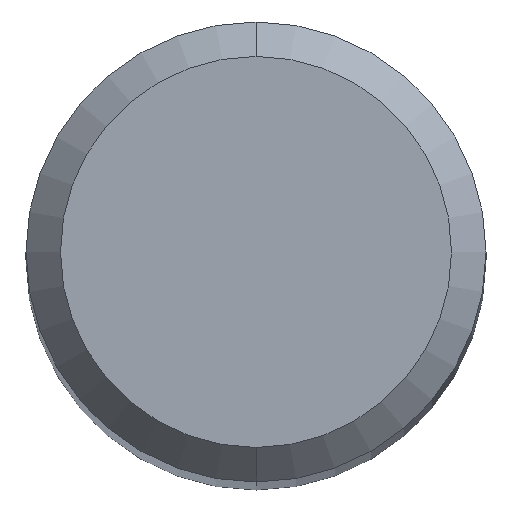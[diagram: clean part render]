
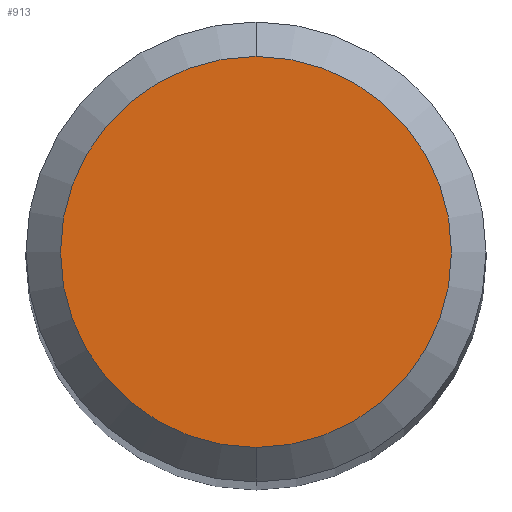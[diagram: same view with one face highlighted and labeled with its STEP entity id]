
A CAD part, top view. The second image highlights one B-rep face of the part: STEP entity #913.
In plain terms, the highlighted planar face has unit normal (0, 0, 1).
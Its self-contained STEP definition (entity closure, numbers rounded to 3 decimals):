
#401=VERTEX_POINT('',#1156);
#721=EDGE_CURVE('',#1001,#401,#1507,.T.);
#913=ADVANCED_FACE('',(#1716),#1717,.T.);
#1001=VERTEX_POINT('',#1808);
#1135=EDGE_CURVE('',#401,#1001,#1956,.T.);
#1156=CARTESIAN_POINT('',(0.0,1.7,0.0));
#1507=CIRCLE('',#3394,1.7);
#1716=FACE_OUTER_BOUND('',#4408,.T.);
#1717=PLANE('',#4409);
#1808=CARTESIAN_POINT('',(0.,-1.7,0.0));
#1956=CIRCLE('',#5123,1.7);
#3394=AXIS2_PLACEMENT_3D('',#5487,#5488,#5489);
#4408=EDGE_LOOP('',(#5684,#5685));
#4409=AXIS2_PLACEMENT_3D('',#5686,#5687,#5688);
#5123=AXIS2_PLACEMENT_3D('',#5968,#5969,#5970);
#5487=CARTESIAN_POINT('',(0.0,0.0,0.0));
#5488=DIRECTION('',(0.0,0.0,-1.0));
#5489=DIRECTION('',(0.0,1.0,0.0));
#5684=ORIENTED_EDGE('',*,*,#1135,.F.);
#5685=ORIENTED_EDGE('',*,*,#721,.F.);
#5686=CARTESIAN_POINT('',(0.0,0.85,0.0));
#5687=DIRECTION('',(-0.0,0.0,1.0));
#5688=DIRECTION('',(0.0,-1.0,0.0));
#5968=CARTESIAN_POINT('',(0.0,0.0,0.0));
#5969=DIRECTION('',(0.0,0.0,-1.0));
#5970=DIRECTION('',(0.0,1.0,0.0));
